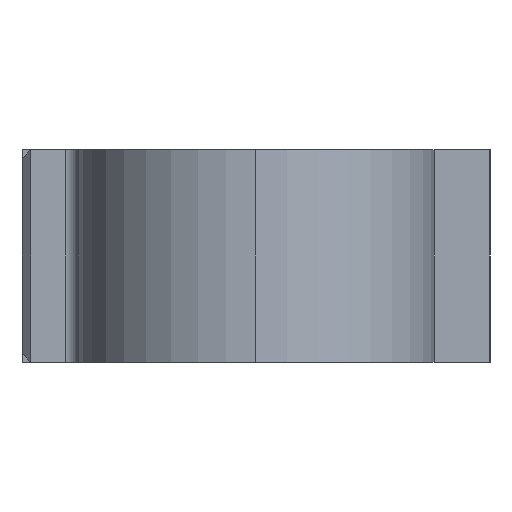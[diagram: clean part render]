
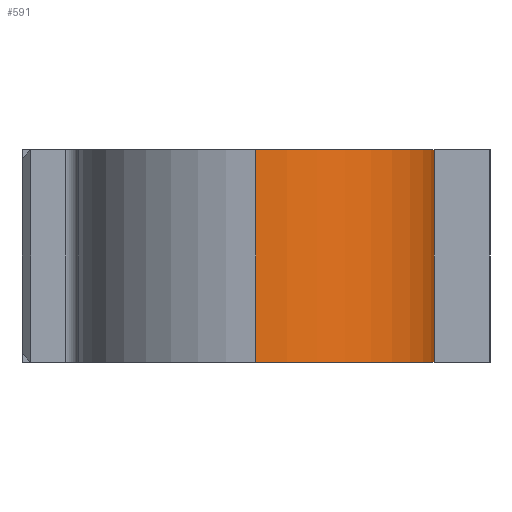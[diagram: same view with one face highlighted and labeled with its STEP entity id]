
A CAD part, left-side view. The second image highlights one B-rep face of the part: STEP entity #591.
In plain terms, the highlighted cylindrical face has radius 255.27 mm (diameter 510.54 mm), a partial arc.
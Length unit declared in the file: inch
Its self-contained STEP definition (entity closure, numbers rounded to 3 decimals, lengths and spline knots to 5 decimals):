
#591 = ADVANCED_FACE ( 'NONE', ( #2896 ), #2899, .T. ) ;
#1458 = VERTEX_POINT ( 'NONE', #5438 ) ;
#1463 = VERTEX_POINT ( 'NONE', #5443 ) ;
#1464 = VERTEX_POINT ( 'NONE', #5444 ) ;
#1467 = VERTEX_POINT ( 'NONE', #5447 ) ;
#1699 = EDGE_CURVE ( 'NONE', #1463, #1467, #5676, .T. ) ;
#1701 = EDGE_CURVE ( 'NONE', #1464, #1467, #5672, .T. ) ;
#1704 = EDGE_CURVE ( 'NONE', #1458, #1463, #5685, .T. ) ;
#1714 = EDGE_CURVE ( 'NONE', #1458, #1464, #5704, .T. ) ;
#1922 = AXIS2_PLACEMENT_3D ( 'NONE', #3384, #3380, #3381 ) ;
#1942 = AXIS2_PLACEMENT_3D ( 'NONE', #5881, #5882, #5883 ) ;
#1943 = AXIS2_PLACEMENT_3D ( 'NONE', #5888, #5889, #5890 ) ;
#2431 = ORIENTED_EDGE ( 'NONE', *, *, #1701, .T. ) ;
#2432 = ORIENTED_EDGE ( 'NONE', *, *, #1704, .F. ) ;
#2437 = ORIENTED_EDGE ( 'NONE', *, *, #1699, .F. ) ;
#2453 = ORIENTED_EDGE ( 'NONE', *, *, #1714, .T. ) ;
#2544 = EDGE_LOOP ( 'NONE', ( #2432, #2453, #2431, #2437 ) ) ;
#2896 = FACE_OUTER_BOUND ( 'NONE', #2544, .T. ) ;
#2899 = CYLINDRICAL_SURFACE ( 'NONE', #1922, 10.05 ) ;
#3380 = DIRECTION ( 'NONE',  ( 0., 0., -1. ) ) ;
#3381 = DIRECTION ( 'NONE',  ( -1., 0., 0. ) ) ;
#3384 = CARTESIAN_POINT ( 'NONE',  ( -69.49388, 0., 12. ) ) ;
#5438 = CARTESIAN_POINT ( 'NONE',  ( -79.54388, 0., 12. ) ) ;
#5443 = CARTESIAN_POINT ( 'NONE',  ( -69.49388, -10.05, 12. ) ) ;
#5444 = CARTESIAN_POINT ( 'NONE',  ( -79.54388, 0., 0. ) ) ;
#5447 = CARTESIAN_POINT ( 'NONE',  ( -69.49388, -10.05, 0. ) ) ;
#5672 = CIRCLE ( 'NONE', #1942, 10.05 ) ;
#5676 = LINE ( 'NONE', #5873, #5679 ) ;
#5679 = VECTOR ( 'NONE', #5874, 39.37008 ) ;
#5685 = CIRCLE ( 'NONE', #1943, 10.05 ) ;
#5704 = LINE ( 'NONE', #5886, #5706 ) ;
#5706 = VECTOR ( 'NONE', #5887, 39.37008 ) ;
#5873 = CARTESIAN_POINT ( 'NONE',  ( -69.49388, -10.05, 12. ) ) ;
#5874 = DIRECTION ( 'NONE',  ( 0., 0., -1. ) ) ;
#5881 = CARTESIAN_POINT ( 'NONE',  ( -69.49388, 0., 0. ) ) ;
#5882 = DIRECTION ( 'NONE',  ( 0., 0., 1. ) ) ;
#5883 = DIRECTION ( 'NONE',  ( -1., 0., 0. ) ) ;
#5886 = CARTESIAN_POINT ( 'NONE',  ( -79.54388, 0., 12. ) ) ;
#5887 = DIRECTION ( 'NONE',  ( 0., 0., -1. ) ) ;
#5888 = CARTESIAN_POINT ( 'NONE',  ( -69.49388, 0., 12. ) ) ;
#5889 = DIRECTION ( 'NONE',  ( 0., 0., 1. ) ) ;
#5890 = DIRECTION ( 'NONE',  ( -1., 0., 0. ) ) ;
